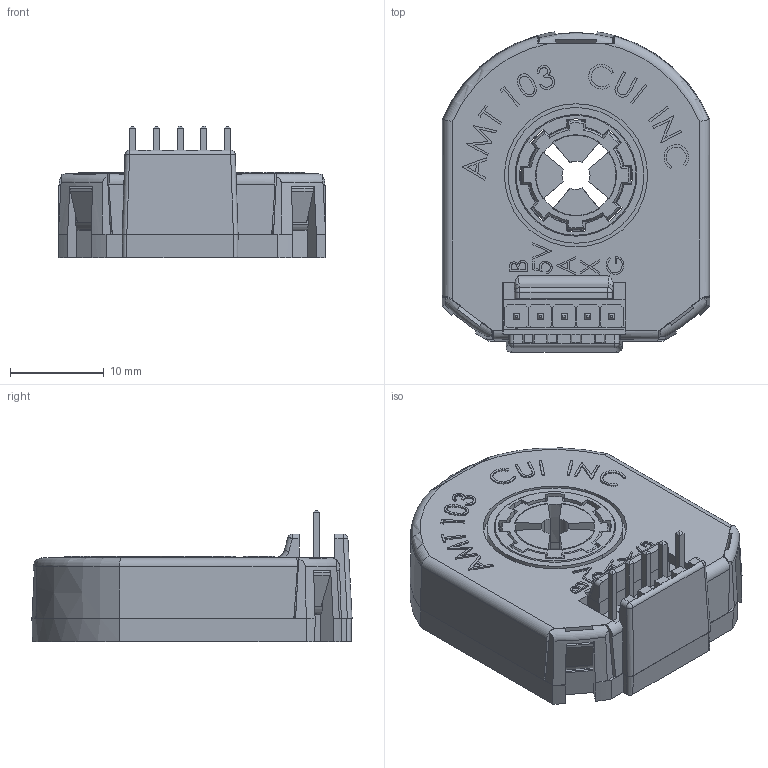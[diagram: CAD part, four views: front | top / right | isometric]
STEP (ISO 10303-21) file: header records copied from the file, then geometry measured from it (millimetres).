
FILE_DESCRIPTION(/* description */ ('Right-Angle (Axial) Orientation'),/* implementation_level */ '2;1');
FILE_NAME(/* name */ 'fc17-033_EncoderKit.iam.step',/* time_stamp */ '2017-01-05T11:54:50-08:00',/* author */ ('Autodesk Inc.'),/* organization */ ('Autodesk Inc.'),/* preprocessor_version */ 'ST-DEVELOPER v16.5',/* originating_system */ 'Autodesk Inventor 2017',/* authorisation */ '');
FILE_SCHEMA (('AUTOMOTIVE_DESIGN { 1 0 10303 214 3 1 1 }'));
Products named in the file (26): fc17-033; amt103-v_25; amt103-v_24; amt103-v_23; amt103-v_22; amt103-v_21; amt103-v_20; amt103-v_19; amt103-v_18; amt103-v_17; amt103-v_16; amt103-v_15; amt103-v_14; amt103-v_13; amt103-v_12; amt103-v_11; amt103-v_10; amt103-v_09; amt103-v_08; amt103-v_07; amt103-v_06; amt103-v_05; amt103-v_04; amt103-v_03; amt103-v_02; amt103-v_01
Assembly tree (25 placements, depth 2):
  fc17-033
    amt103-v_25
    amt103-v_24
    amt103-v_23
    amt103-v_22
    amt103-v_21
    amt103-v_20
    amt103-v_19
    amt103-v_18
    amt103-v_17
    amt103-v_16
    amt103-v_15
    amt103-v_14
    amt103-v_13
    amt103-v_12
    amt103-v_11
    amt103-v_10
    amt103-v_09
    amt103-v_08
    amt103-v_07
    amt103-v_06
    amt103-v_05
    amt103-v_04
    amt103-v_03
    amt103-v_02
    amt103-v_01
Bounding box: 28.6 x 34.21 x 14.05 mm (x, y, z)
Volume: 4900.1 mm3; surface area: 10831.8 mm2
Topology: 25 solids, 25 shells, 1530 faces, 4193 edges, 2731 vertices
Faces by surface type: plane 916, cylinder 310, cone 183, bspline 97, torus 20, sphere 4
Entity records: 55745 total; most frequent: CARTESIAN_POINT 14993, ORIENTED_EDGE 8386, DIRECTION 8022, EDGE_CURVE 4193, VERTEX_POINT 2731, LINE 2702, VECTOR 2702, AXIS2_PLACEMENT_3D 2660
